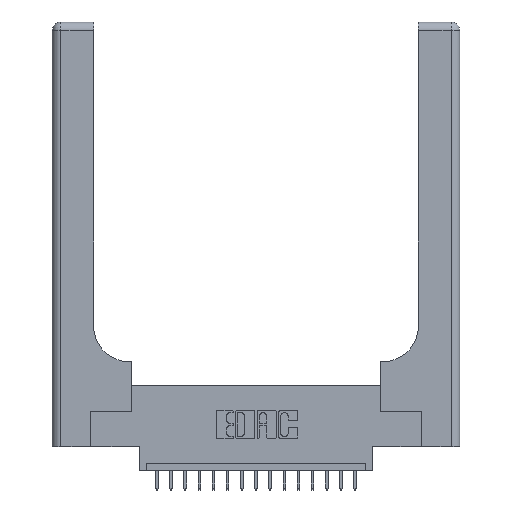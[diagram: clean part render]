
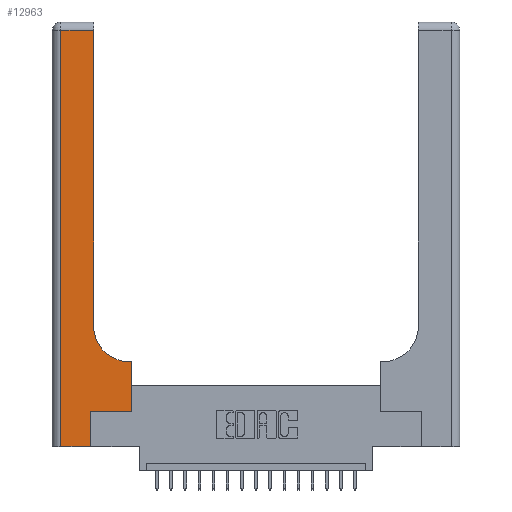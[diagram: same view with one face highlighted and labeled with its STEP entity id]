
A CAD part, top view. The second image highlights one B-rep face of the part: STEP entity #12963.
In plain terms, the highlighted planar face has unit normal (0, 0, 1).
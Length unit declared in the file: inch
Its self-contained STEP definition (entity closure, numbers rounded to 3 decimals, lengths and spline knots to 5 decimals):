
#131 = LINE ( 'NONE', #6290, #606 ) ;
#201 = LINE ( 'NONE', #12664, #15667 ) ;
#240 = VERTEX_POINT ( 'NONE', #5353 ) ;
#508 = CARTESIAN_POINT ( 'NONE',  ( 0.269, 0.25, 0.37 ) ) ;
#516 = AXIS2_PLACEMENT_3D ( 'NONE', #4526, #20084, #15156 ) ;
#606 = VECTOR ( 'NONE', #8035, 39.37008 ) ;
#2169 = EDGE_CURVE ( 'NONE', #7118, #16617, #201, .T. ) ;
#2424 = CARTESIAN_POINT ( 'NONE',  ( 0.2915, 2.94, 0.37 ) ) ;
#2609 = CARTESIAN_POINT ( 'NONE',  ( 0.06, 0., 0.37 ) ) ;
#2644 = LINE ( 'NONE', #11812, #3772 ) ;
#2673 = DIRECTION ( 'NONE',  ( 1., 0., 0. ) ) ;
#2744 = EDGE_CURVE ( 'NONE', #8713, #14969, #5091, .T. ) ;
#3130 = ORIENTED_EDGE ( 'NONE', *, *, #8670, .T. ) ;
#3503 = VERTEX_POINT ( 'NONE', #16335 ) ;
#3772 = VECTOR ( 'NONE', #8921, 39.37008 ) ;
#3836 = ORIENTED_EDGE ( 'NONE', *, *, #2744, .T. ) ;
#3959 = ORIENTED_EDGE ( 'NONE', *, *, #12639, .T. ) ;
#4526 = CARTESIAN_POINT ( 'NONE',  ( 0.5415, 0.85, 0.37 ) ) ;
#4593 = CARTESIAN_POINT ( 'NONE',  ( 0.5415, 0.6, 0.37 ) ) ;
#4644 = DIRECTION ( 'NONE',  ( 0., 0., -1. ) ) ;
#5091 = LINE ( 'NONE', #11401, #13798 ) ;
#5321 = LINE ( 'NONE', #508, #7954 ) ;
#5353 = CARTESIAN_POINT ( 'NONE',  ( 0.269, 0., 0.37 ) ) ;
#6290 = CARTESIAN_POINT ( 'NONE',  ( 0.269, 0., 0.37 ) ) ;
#6471 = DIRECTION ( 'NONE',  ( 1., 0., 0. ) ) ;
#7118 = VERTEX_POINT ( 'NONE', #14033 ) ;
#7298 = LINE ( 'NONE', #16654, #19920 ) ;
#7701 = CARTESIAN_POINT ( 'NONE',  ( 0.2915, 0.6, 0.37 ) ) ;
#7851 = FACE_OUTER_BOUND ( 'NONE', #16134, .T. ) ;
#7954 = VECTOR ( 'NONE', #6471, 39.37008 ) ;
#8011 = DIRECTION ( 'NONE',  ( 0., 1., 0. ) ) ;
#8035 = DIRECTION ( 'NONE',  ( 0., 1., 0. ) ) ;
#8326 = EDGE_CURVE ( 'NONE', #3503, #7118, #5321, .T. ) ;
#8670 = EDGE_CURVE ( 'NONE', #16617, #13884, #15436, .T. ) ;
#8713 = VERTEX_POINT ( 'NONE', #2424 ) ;
#8921 = DIRECTION ( 'NONE',  ( 0., 1., 0. ) ) ;
#9624 = DIRECTION ( 'NONE',  ( 0., -1., 0. ) ) ;
#10351 = ORIENTED_EDGE ( 'NONE', *, *, #10374, .T. ) ;
#10374 = EDGE_CURVE ( 'NONE', #14969, #19895, #17433, .T. ) ;
#11218 = VERTEX_POINT ( 'NONE', #19529 ) ;
#11401 = CARTESIAN_POINT ( 'NONE',  ( 0., 2.94, 0.37 ) ) ;
#11500 = ORIENTED_EDGE ( 'NONE', *, *, #8326, .T. ) ;
#11762 = EDGE_CURVE ( 'NONE', #11218, #8713, #2644, .T. ) ;
#11812 = CARTESIAN_POINT ( 'NONE',  ( 0.2915, 3., 0.37 ) ) ;
#12119 = EDGE_CURVE ( 'NONE', #13884, #11218, #13340, .T. ) ;
#12639 = EDGE_CURVE ( 'NONE', #19895, #240, #7298, .T. ) ;
#12664 = CARTESIAN_POINT ( 'NONE',  ( 0.5585, 0.25, 0.37 ) ) ;
#12963 = ADVANCED_FACE ( 'NONE', ( #7851 ), #13953, .F. ) ;
#13340 = CIRCLE ( 'NONE', #516, 0.25 ) ;
#13449 = CARTESIAN_POINT ( 'NONE',  ( 0.5585, 0.6, 0.37 ) ) ;
#13798 = VECTOR ( 'NONE', #16592, 39.37008 ) ;
#13884 = VERTEX_POINT ( 'NONE', #4593 ) ;
#13904 = DIRECTION ( 'NONE',  ( -1., 0., 0. ) ) ;
#13953 = PLANE ( 'NONE',  #18606 ) ;
#14033 = CARTESIAN_POINT ( 'NONE',  ( 0.5585, 0.25, 0.37 ) ) ;
#14377 = CARTESIAN_POINT ( 'NONE',  ( 0.06, 3., 0.37 ) ) ;
#14785 = ORIENTED_EDGE ( 'NONE', *, *, #19950, .T. ) ;
#14969 = VERTEX_POINT ( 'NONE', #16150 ) ;
#15156 = DIRECTION ( 'NONE',  ( 1., 0., 0. ) ) ;
#15436 = LINE ( 'NONE', #7701, #17166 ) ;
#15667 = VECTOR ( 'NONE', #8011, 39.37008 ) ;
#16134 = EDGE_LOOP ( 'NONE', ( #17545, #3836, #10351, #3959, #14785, #11500, #19775, #3130, #16575 ) ) ;
#16150 = CARTESIAN_POINT ( 'NONE',  ( 0.06, 2.94, 0.37 ) ) ;
#16335 = CARTESIAN_POINT ( 'NONE',  ( 0.269, 0.25, 0.37 ) ) ;
#16575 = ORIENTED_EDGE ( 'NONE', *, *, #12119, .T. ) ;
#16592 = DIRECTION ( 'NONE',  ( -1., 0., 0. ) ) ;
#16617 = VERTEX_POINT ( 'NONE', #13449 ) ;
#16654 = CARTESIAN_POINT ( 'NONE',  ( 0., 0., 0.37 ) ) ;
#17103 = DIRECTION ( 'NONE',  ( -1., 0., 0. ) ) ;
#17166 = VECTOR ( 'NONE', #13904, 39.37008 ) ;
#17433 = LINE ( 'NONE', #14377, #19849 ) ;
#17545 = ORIENTED_EDGE ( 'NONE', *, *, #11762, .T. ) ;
#18606 = AXIS2_PLACEMENT_3D ( 'NONE', #18863, #4644, #17103 ) ;
#18863 = CARTESIAN_POINT ( 'NONE',  ( 0., 3., 0.37 ) ) ;
#19529 = CARTESIAN_POINT ( 'NONE',  ( 0.2915, 0.85, 0.37 ) ) ;
#19775 = ORIENTED_EDGE ( 'NONE', *, *, #2169, .T. ) ;
#19849 = VECTOR ( 'NONE', #9624, 39.37008 ) ;
#19895 = VERTEX_POINT ( 'NONE', #2609 ) ;
#19920 = VECTOR ( 'NONE', #2673, 39.37008 ) ;
#19950 = EDGE_CURVE ( 'NONE', #240, #3503, #131, .T. ) ;
#20084 = DIRECTION ( 'NONE',  ( 0., 0., -1. ) ) ;
